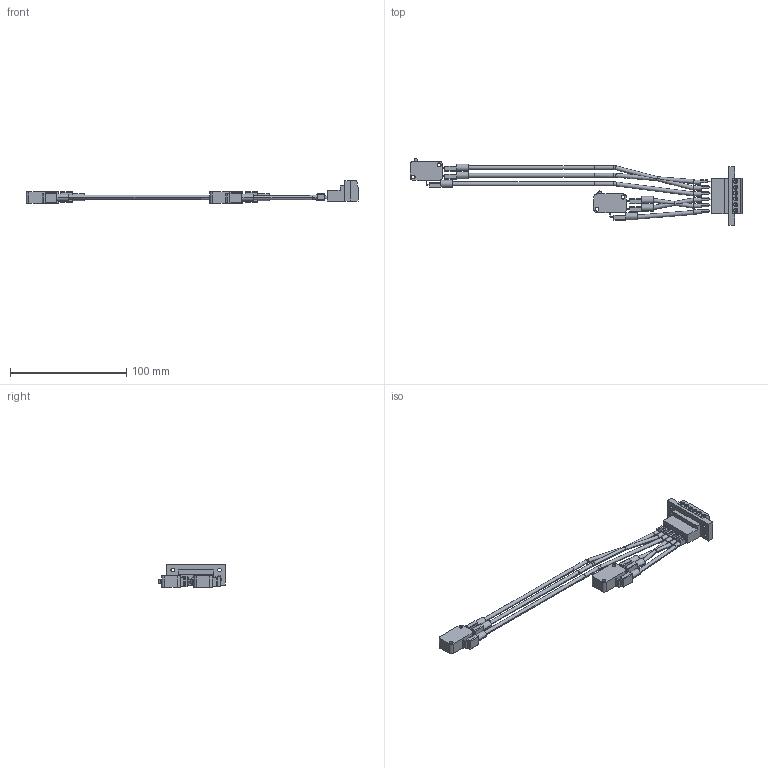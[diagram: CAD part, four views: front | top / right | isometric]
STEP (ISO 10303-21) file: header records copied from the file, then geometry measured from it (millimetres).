
FILE_DESCRIPTION(('STEP AP214'),'1');
FILE_NAME('cctmp_0F7306EF-30CD-49CA-A2E5-6F27EEFDAB75_2025_06_25_09_34_37_0247..stp','2025-06-25T07:34:37',('SIEMENS A&D'),('CADClick - www.CADClick.com'),'Spatial InterOp 3D postprocessed',' ','unknown authorization');
FILE_SCHEMA(('AUTOMOTIVE_DESIGN'));
Length unit declared in the file: millimetre
Products named in the file (1): 2025_06_25_09_34_37_0247
Bounding box: 286.04 x 57.6 x 19.77 mm (x, y, z)
Volume: 32064.1 mm3; surface area: 21524.8 mm2
Topology: 1 solids, 1 shells, 455 faces, 1216 edges, 798 vertices
Faces by surface type: plane 302, cylinder 147, torus 6
Entity records: 23818 total; most frequent: CARTESIAN_POINT 2591, DIRECTION 2496, STYLED_ITEM 2470, PRESENTATION_STYLE_ASSIGNMENT 2470, ORIENTED_EDGE 2432, EDGE_CURVE 1216, CURVE_STYLE 1216, DRAUGHTING_PRE_DEFINED_CURVE_FONT 1216
